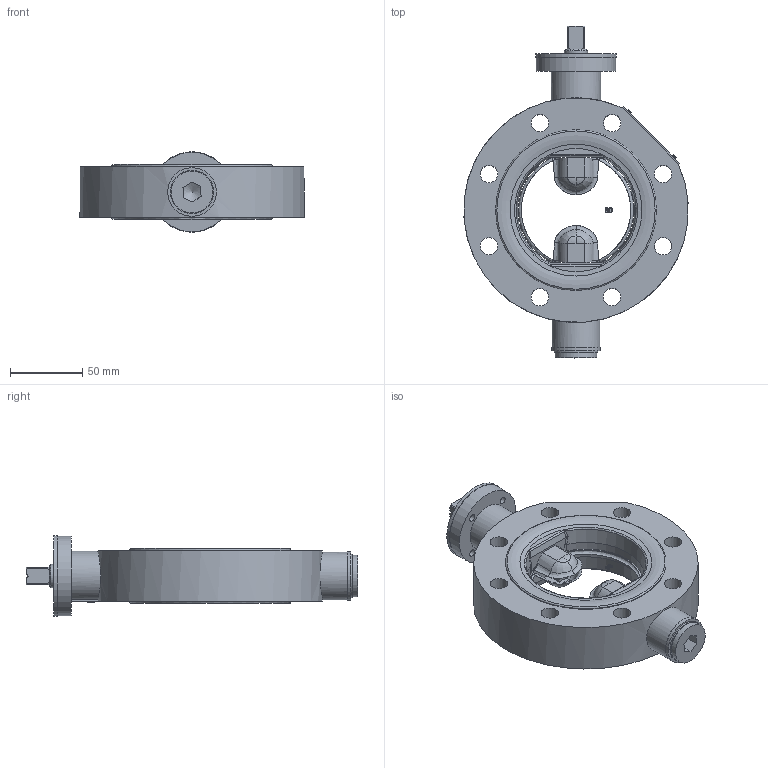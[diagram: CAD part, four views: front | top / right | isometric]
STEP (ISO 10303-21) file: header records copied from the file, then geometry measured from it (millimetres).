
FILE_DESCRIPTION((''),'2;1');
FILE_NAME('TW-Norm DN080.stp','2008-05-27T08:41:37',('hellwig'),(''),'Autodesk Inventor 11','Autodesk Inventor 11','');
FILE_SCHEMA(('AUTOMOTIVE_DESIGN { 1 0 10303 214 1 1 1 1 }'));
Length unit declared in the file: millimetre
Products named in the file (1): Bauteil1
Bounding box: 154.62 x 229.1 x 55.5 mm (x, y, z)
Volume: 538678.6 mm3; surface area: 108035.4 mm2
Topology: 1 solids, 13 shells, 442 faces, 1130 edges, 713 vertices
Faces by surface type: bspline 172, plane 124, cylinder 85, cone 46, torus 15
Full cylindrical faces by diameter (mm): 2.8 x2, 3 x2, 4 x1, 4.917 x1, 6 x2, 12 x8, 12.3 x1, 12.5 x1, 12.8 x3, 13 x1, 15.2 x1, 16 x6, 16.2 x4, 20 x1, 24.5 x2, 25.3 x1, 29 x1, 29.9 x1, 33 x1, 33.5 x1, 55 x1, 55.5 x1, 95.8 x1, 110 x2, 111 x1
Entity records: 26612 total; most frequent: CARTESIAN_POINT 17698, ORIENTED_EDGE 1946, DIRECTION 1428, EDGE_CURVE 973, VERTEX_POINT 678, EDGE_LOOP 616, AXIS2_PLACEMENT_3D 571, FACE_OUTER_BOUND 440
